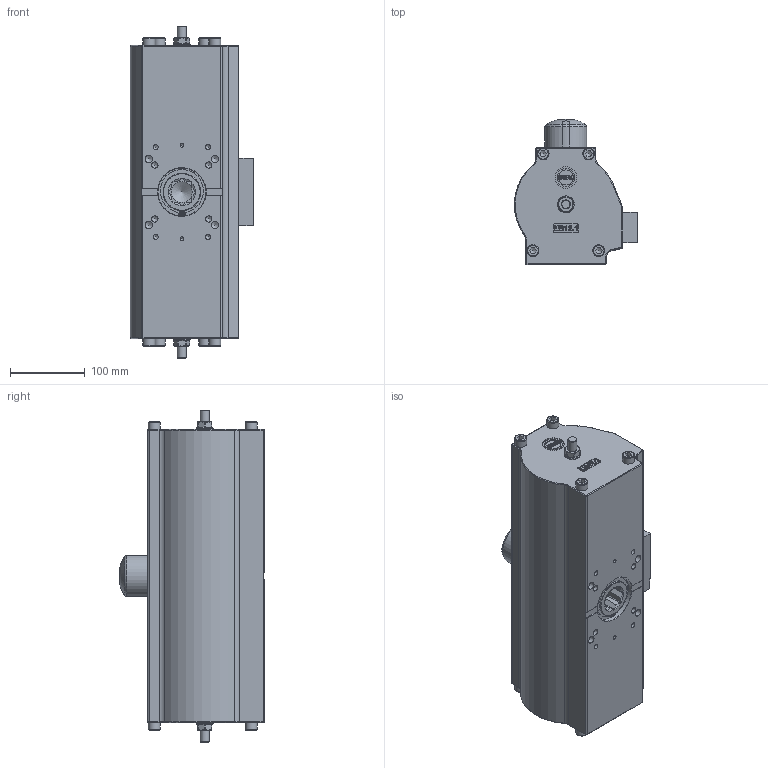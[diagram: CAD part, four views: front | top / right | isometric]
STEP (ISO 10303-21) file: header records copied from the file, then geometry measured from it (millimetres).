
FILE_DESCRIPTION(/* description */ ('','CAx-IF Rec.Pracs.---Representation and Presentation of Product Manufacturing Information (PMI)---3.8---2014-02-18'),/* implementation_level */ '2;1');
FILE_NAME(/* name */ 'EB 12.1 SYD F10F12.stp',/* time_stamp */ '2018-10-16T09:45:34+02:00',/* author */ ('hellwig'),/* organization */ (''),/* preprocessor_version */ 'ST-DEVELOPER v16.5',/* originating_system */ 'Autodesk Inventor 2017',/* authorisation */ '');
FILE_SCHEMA (('AP242_MANAGED_MODEL_BASED_3D_ENGINEERING_MIM_LF { 1 0 10303 442 1 1 4 }'));
Length unit declared in the file: millimetre
Products named in the file (1): M46798
Bounding box: 164.93 x 194.1 x 444 mm (x, y, z)
Volume: 2685872.6 mm3; surface area: 574727.1 mm2
Topology: 1 solids, 29 shells, 1762 faces, 4449 edges, 2725 vertices
Faces by surface type: plane 774, cylinder 456, bspline 224, cone 122, torus 96, sphere 90
Full cylindrical faces by diameter (mm): 2.5 x2, 4 x4, 4.134 x8, 4.917 x3, 5 x2, 6 x3, 6.6 x2, 6.647 x4, 7 x3, 8.376 x4, 9 x2, 10 x10, 10.106 x4, 10.5 x8, 11 x2, 11.3 x2, 11.445 x2, 12 x4, 16 x13, 16.5 x2, 17 x2, 22.4 x2, 28 x1, 28.6 x1, 29 x2, 30 x2, 30.1 x1, 32 x1, 34.2 x2, 36 x1
Entity records: 54894 total; most frequent: CARTESIAN_POINT 13600, ORIENTED_EDGE 8074, DIRECTION 7981, EDGE_CURVE 4037, AXIS2_PLACEMENT_3D 2974, VERTEX_POINT 2613, EDGE_LOOP 2106, LINE 2033
